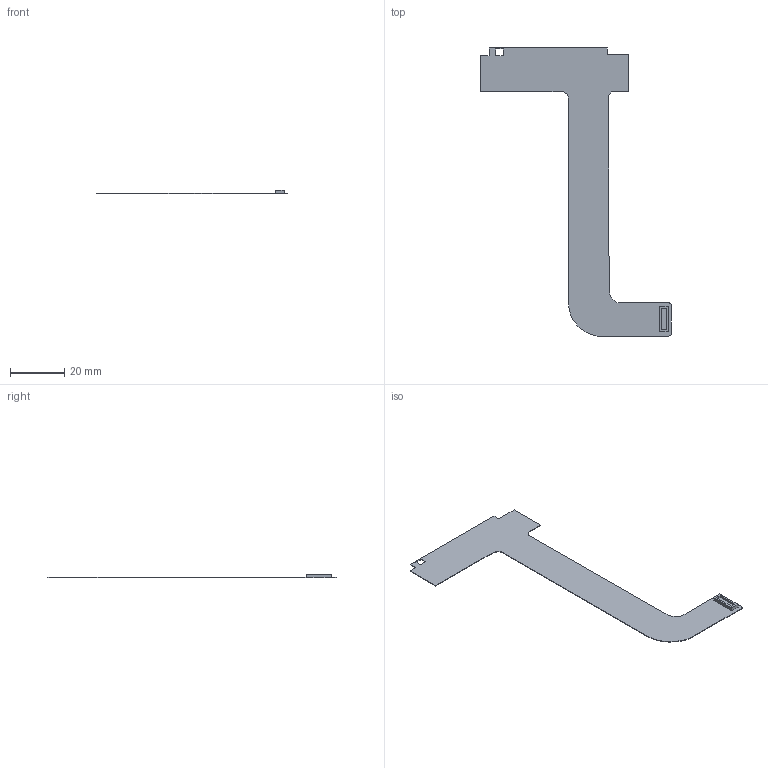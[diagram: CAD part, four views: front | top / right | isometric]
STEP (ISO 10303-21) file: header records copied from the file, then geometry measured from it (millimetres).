
FILE_DESCRIPTION (( 'STEP AP214' ), '1' );
FILE_NAME ('ribbon.STEP', '2020-06-29T20:52:01', ( '' ), ( '' ), 'SwSTEP 2.0', 'SolidWorks 2019', '' );
FILE_SCHEMA (( 'AUTOMOTIVE_DESIGN' ));
Length unit declared in the file: millimetre
Products named in the file (1): ribbon
Bounding box: 70.52 x 106.46 x 1.45 mm (x, y, z)
Volume: 517.3 mm3; surface area: 5019.4 mm2
Topology: 1 solids, 1 shells, 36 faces, 96 edges, 64 vertices
Faces by surface type: plane 31, cylinder 5
Entity records: 1214 total; most frequent: CARTESIAN_POINT 197, ORIENTED_EDGE 192, DIRECTION 180, EDGE_CURVE 96, LINE 86, VECTOR 86, VERTEX_POINT 64, AXIS2_PLACEMENT_3D 47
